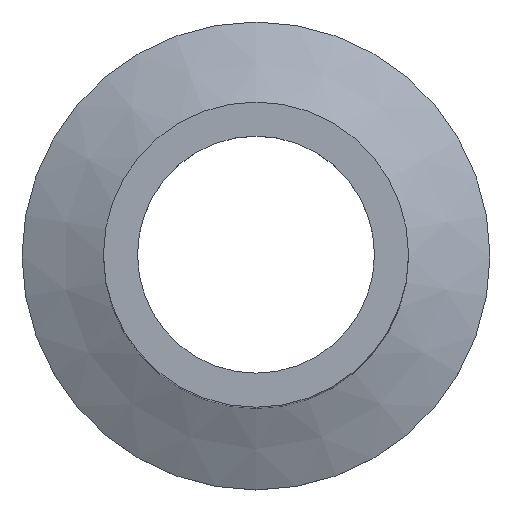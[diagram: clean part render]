
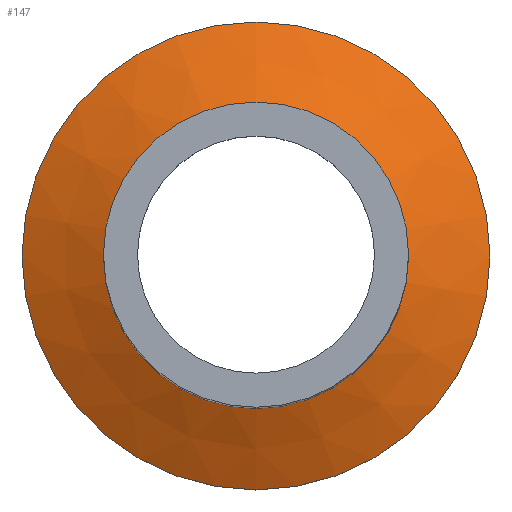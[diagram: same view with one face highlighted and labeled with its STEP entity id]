
A CAD part, top view. The second image highlights one B-rep face of the part: STEP entity #147.
In plain terms, the highlighted conical face has half-angle 65 degrees and reference radius 19 mm.
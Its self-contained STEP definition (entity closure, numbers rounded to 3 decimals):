
#31=FACE_OUTER_BOUND('',#43,.T.);
#43=EDGE_LOOP('',(#127,#128,#129,#130));
#51=LINE('',#278,#59);
#59=VECTOR('',#238,19.);
#69=CIRCLE('',#188,15.);
#70=CIRCLE('',#190,23.);
#79=VERTEX_POINT('',#272);
#80=VERTEX_POINT('',#276);
#94=EDGE_CURVE('',#79,#79,#69,.T.);
#96=EDGE_CURVE('',#80,#80,#70,.T.);
#97=EDGE_CURVE('',#80,#79,#51,.T.);
#127=ORIENTED_EDGE('',*,*,#96,.F.);
#128=ORIENTED_EDGE('',*,*,#97,.T.);
#129=ORIENTED_EDGE('',*,*,#94,.T.);
#130=ORIENTED_EDGE('',*,*,#97,.F.);
#138=CONICAL_SURFACE('',#189,19.,1.134);
#147=ADVANCED_FACE('',(#31),#138,.T.);
#188=AXIS2_PLACEMENT_3D('',#273,#231,#232);
#189=AXIS2_PLACEMENT_3D('',#275,#234,#235);
#190=AXIS2_PLACEMENT_3D('',#277,#236,#237);
#231=DIRECTION('center_axis',(0.,0.,-1.));
#232=DIRECTION('ref_axis',(1.,0.,0.));
#234=DIRECTION('center_axis',(0.,0.,-1.));
#235=DIRECTION('ref_axis',(0.,1.,0.));
#236=DIRECTION('center_axis',(0.,0.,-1.));
#237=DIRECTION('ref_axis',(1.,0.,0.));
#238=DIRECTION('',(0.,0.906,0.423));
#272=CARTESIAN_POINT('',(0.,-15.,-71.));
#273=CARTESIAN_POINT('Origin',(0.,0.,-71.));
#275=CARTESIAN_POINT('Origin',(0.,0.,-72.865));
#276=CARTESIAN_POINT('',(0.,-23.,-74.73));
#277=CARTESIAN_POINT('Origin',(0.,0.,-74.73));
#278=CARTESIAN_POINT('',(0.,-19.,-72.865));
